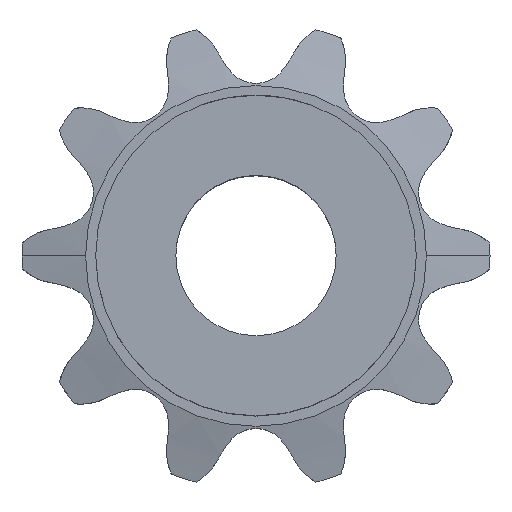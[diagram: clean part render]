
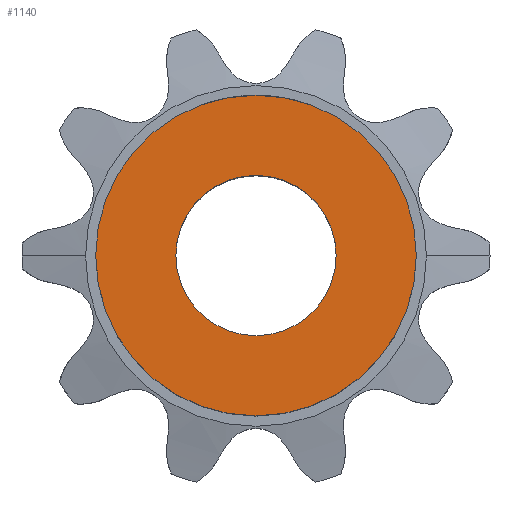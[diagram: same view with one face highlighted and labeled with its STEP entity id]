
A CAD part, top view. The second image highlights one B-rep face of the part: STEP entity #1140.
In plain terms, the highlighted planar face has unit normal (0, 0, 1).
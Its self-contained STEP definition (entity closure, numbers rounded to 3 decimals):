
#82 = CARTESIAN_POINT ( 'NONE',  ( 0., 0., 13.603 ) ) ;
#95 = CIRCLE ( 'NONE', #1096, 8. ) ;
#182 = FACE_OUTER_BOUND ( 'NONE', #3391, .T. ) ;
#340 = VERTEX_POINT ( 'NONE', #1540 ) ;
#370 = CARTESIAN_POINT ( 'NONE',  ( -8., 0., 13.603 ) ) ;
#384 = DIRECTION ( 'NONE',  ( 1., 0., 0. ) ) ;
#519 = AXIS2_PLACEMENT_3D ( 'NONE', #1697, #3725, #1985 ) ;
#541 = ORIENTED_EDGE ( 'NONE', *, *, #970, .F. ) ;
#555 = ORIENTED_EDGE ( 'NONE', *, *, #564, .F. ) ;
#564 = EDGE_CURVE ( 'NONE', #3486, #340, #2689, .T. ) ;
#801 = ORIENTED_EDGE ( 'NONE', *, *, #2832, .F. ) ;
#870 = DIRECTION ( 'NONE',  ( 0., 0., -1. ) ) ;
#883 = PLANE ( 'NONE',  #1796 ) ;
#963 = FACE_BOUND ( 'NONE', #2590, .T. ) ;
#970 = EDGE_CURVE ( 'NONE', #340, #3486, #3591, .T. ) ;
#1081 = DIRECTION ( 'NONE',  ( 0., 0., -1. ) ) ;
#1096 = AXIS2_PLACEMENT_3D ( 'NONE', #2594, #870, #2894 ) ;
#1140 = ADVANCED_FACE ( 'NONE', ( #963, #182 ), #883, .F. ) ;
#1473 = DIRECTION ( 'NONE',  ( 0., 0., -1. ) ) ;
#1540 = CARTESIAN_POINT ( 'NONE',  ( -4., 0., 13.603 ) ) ;
#1697 = CARTESIAN_POINT ( 'NONE',  ( 0., 0., 13.603 ) ) ;
#1786 = CARTESIAN_POINT ( 'NONE',  ( 8., 0., 13.603 ) ) ;
#1796 = AXIS2_PLACEMENT_3D ( 'NONE', #2325, #1473, #3484 ) ;
#1985 = DIRECTION ( 'NONE',  ( 1., 0., 0. ) ) ;
#2072 = CIRCLE ( 'NONE', #3157, 8. ) ;
#2099 = DIRECTION ( 'NONE',  ( 0., 0., 1. ) ) ;
#2325 = CARTESIAN_POINT ( 'NONE',  ( 0., 0., 13.603 ) ) ;
#2511 = VERTEX_POINT ( 'NONE', #1786 ) ;
#2590 = EDGE_LOOP ( 'NONE', ( #555, #541 ) ) ;
#2594 = CARTESIAN_POINT ( 'NONE',  ( 0., 0., 13.603 ) ) ;
#2654 = AXIS2_PLACEMENT_3D ( 'NONE', #82, #2099, #384 ) ;
#2689 = CIRCLE ( 'NONE', #519, 4. ) ;
#2819 = CARTESIAN_POINT ( 'NONE',  ( 0., 0., 13.603 ) ) ;
#2832 = EDGE_CURVE ( 'NONE', #2511, #3020, #95, .T. ) ;
#2894 = DIRECTION ( 'NONE',  ( -1., 0., 0. ) ) ;
#2989 = CARTESIAN_POINT ( 'NONE',  ( 4., 0., 13.603 ) ) ;
#3020 = VERTEX_POINT ( 'NONE', #370 ) ;
#3105 = DIRECTION ( 'NONE',  ( -1., 0., 0. ) ) ;
#3157 = AXIS2_PLACEMENT_3D ( 'NONE', #2819, #1081, #3105 ) ;
#3202 = EDGE_CURVE ( 'NONE', #3020, #2511, #2072, .T. ) ;
#3391 = EDGE_LOOP ( 'NONE', ( #3506, #801 ) ) ;
#3484 = DIRECTION ( 'NONE',  ( -1., 0., 0. ) ) ;
#3486 = VERTEX_POINT ( 'NONE', #2989 ) ;
#3506 = ORIENTED_EDGE ( 'NONE', *, *, #3202, .F. ) ;
#3591 = CIRCLE ( 'NONE', #2654, 4. ) ;
#3725 = DIRECTION ( 'NONE',  ( 0., 0., 1. ) ) ;
